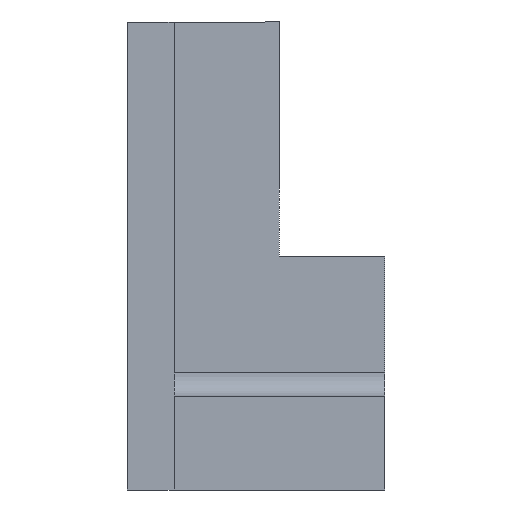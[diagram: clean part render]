
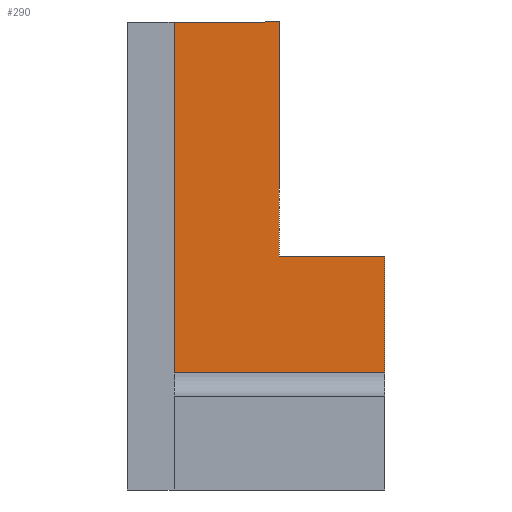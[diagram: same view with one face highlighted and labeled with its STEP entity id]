
A CAD part, front view. The second image highlights one B-rep face of the part: STEP entity #290.
In plain terms, the highlighted planar face has unit normal (0, -1, 0).
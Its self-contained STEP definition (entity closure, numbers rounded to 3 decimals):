
#4 = VECTOR ( 'NONE', #53, 1000. ) ;
#9 = ORIENTED_EDGE ( 'NONE', *, *, #246, .T. ) ;
#13 = EDGE_CURVE ( 'NONE', #596, #937, #1034, .T. ) ;
#20 = ORIENTED_EDGE ( 'NONE', *, *, #890, .F. ) ;
#47 = EDGE_CURVE ( 'NONE', #780, #412, #781, .T. ) ;
#51 = ORIENTED_EDGE ( 'NONE', *, *, #448, .F. ) ;
#53 = DIRECTION ( 'NONE',  ( 1., 0., 0. ) ) ;
#82 = ORIENTED_EDGE ( 'NONE', *, *, #13, .T. ) ;
#102 = CARTESIAN_POINT ( 'NONE',  ( 155.932, -4.403, 10. ) ) ;
#144 = VECTOR ( 'NONE', #700, 1000. ) ;
#192 = ORIENTED_EDGE ( 'NONE', *, *, #428, .T. ) ;
#208 = DIRECTION ( 'NONE',  ( 1., 0., 0. ) ) ;
#221 = CARTESIAN_POINT ( 'NONE',  ( 155.932, -4.403, 5. ) ) ;
#246 = EDGE_CURVE ( 'NONE', #732, #412, #1020, .T. ) ;
#271 = VECTOR ( 'NONE', #589, 1000. ) ;
#290 = ADVANCED_FACE ( 'NONE', ( #492 ), #352, .F. ) ;
#352 = PLANE ( 'NONE',  #363 ) ;
#363 = AXIS2_PLACEMENT_3D ( 'NONE', #751, #1027, #764 ) ;
#375 = LINE ( 'NONE', #1063, #454 ) ;
#385 = LINE ( 'NONE', #1071, #468 ) ;
#412 = VERTEX_POINT ( 'NONE', #221 ) ;
#428 = EDGE_CURVE ( 'NONE', #930, #732, #375, .T. ) ;
#448 = EDGE_CURVE ( 'NONE', #930, #937, #813, .T. ) ;
#454 = VECTOR ( 'NONE', #722, 1000. ) ;
#468 = VECTOR ( 'NONE', #208, 1000. ) ;
#492 = FACE_OUTER_BOUND ( 'NONE', #944, .T. ) ;
#520 = CARTESIAN_POINT ( 'NONE',  ( 151.432, -4.403, 10. ) ) ;
#589 = DIRECTION ( 'NONE',  ( 1., 0., 0. ) ) ;
#596 = VERTEX_POINT ( 'NONE', #1088 ) ;
#624 = CARTESIAN_POINT ( 'NONE',  ( 155.932, -4.403, 20. ) ) ;
#662 = ORIENTED_EDGE ( 'NONE', *, *, #47, .F. ) ;
#689 = CARTESIAN_POINT ( 'NONE',  ( 146.932, -4.403, 5. ) ) ;
#700 = DIRECTION ( 'NONE',  ( 0., 0., 1. ) ) ;
#722 = DIRECTION ( 'NONE',  ( 0., 0., -1. ) ) ;
#732 = VERTEX_POINT ( 'NONE', #689 ) ;
#751 = CARTESIAN_POINT ( 'NONE',  ( 146.932, -4.403, 20. ) ) ;
#764 = DIRECTION ( 'NONE',  ( 0., 0., 1. ) ) ;
#780 = VERTEX_POINT ( 'NONE', #102 ) ;
#781 = LINE ( 'NONE', #624, #1093 ) ;
#797 = DIRECTION ( 'NONE',  ( 0., 0., -1. ) ) ;
#813 = LINE ( 'NONE', #893, #4 ) ;
#890 = EDGE_CURVE ( 'NONE', #596, #780, #385, .T. ) ;
#893 = CARTESIAN_POINT ( 'NONE',  ( 146.932, -4.403, 20. ) ) ;
#904 = CARTESIAN_POINT ( 'NONE',  ( 151.432, -4.403, 20. ) ) ;
#930 = VERTEX_POINT ( 'NONE', #1053 ) ;
#937 = VERTEX_POINT ( 'NONE', #904 ) ;
#944 = EDGE_LOOP ( 'NONE', ( #20, #82, #51, #192, #9, #662 ) ) ;
#1020 = LINE ( 'NONE', #1090, #271 ) ;
#1027 = DIRECTION ( 'NONE',  ( 0., 1., 0. ) ) ;
#1034 = LINE ( 'NONE', #520, #144 ) ;
#1053 = CARTESIAN_POINT ( 'NONE',  ( 146.932, -4.403, 20. ) ) ;
#1063 = CARTESIAN_POINT ( 'NONE',  ( 146.932, -4.403, 20. ) ) ;
#1071 = CARTESIAN_POINT ( 'NONE',  ( 155.932, -4.403, 10. ) ) ;
#1088 = CARTESIAN_POINT ( 'NONE',  ( 151.432, -4.403, 10. ) ) ;
#1090 = CARTESIAN_POINT ( 'NONE',  ( 146.932, -4.403, 5. ) ) ;
#1093 = VECTOR ( 'NONE', #797, 1000. ) ;
